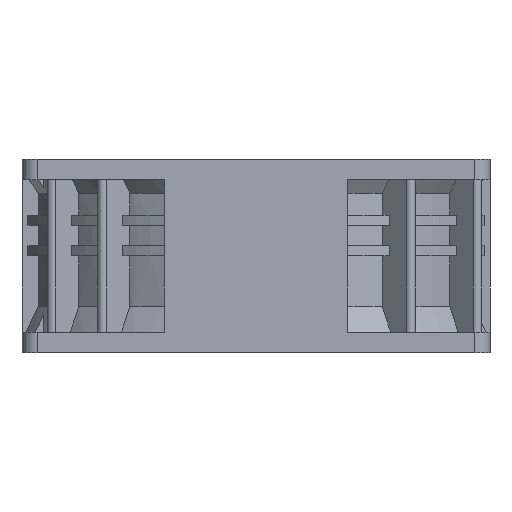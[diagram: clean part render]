
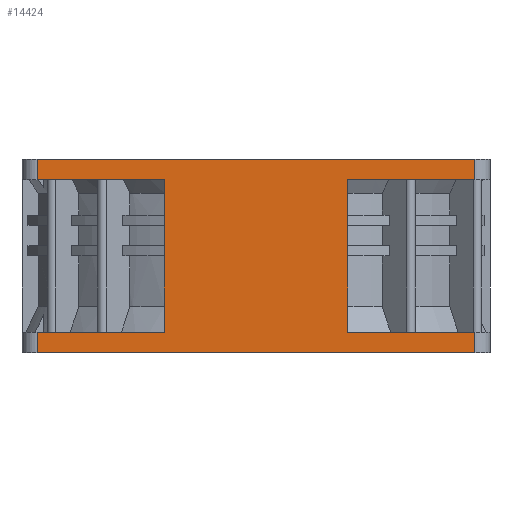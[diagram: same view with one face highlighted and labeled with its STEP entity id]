
A CAD part, front view. The second image highlights one B-rep face of the part: STEP entity #14424.
In plain terms, the highlighted planar face has unit normal (0, -1, 0).
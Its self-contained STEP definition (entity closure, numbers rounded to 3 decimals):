
#1260=DIRECTION('',(-1.,0.,0.));
#1261=VECTOR('',#1260,86.);
#1262=CARTESIAN_POINT('',(43.,-46.,17.2));
#1263=LINE('',#1262,#1261);
#3929=DIRECTION('',(-1.,0.,0.));
#3930=VECTOR('',#3929,25.);
#3931=CARTESIAN_POINT('',(43.,-46.,13.2));
#3932=LINE('',#3931,#3930);
#3933=DIRECTION('',(0.,0.,-1.));
#3934=VECTOR('',#3933,30.);
#3935=CARTESIAN_POINT('',(18.,-46.,13.2));
#3936=LINE('',#3935,#3934);
#3937=DIRECTION('',(-1.,0.,0.));
#3938=VECTOR('',#3937,25.);
#3939=CARTESIAN_POINT('',(43.,-46.,-16.8));
#3940=LINE('',#3939,#3938);
#3941=DIRECTION('',(-1.,0.,0.));
#3942=VECTOR('',#3941,86.);
#3943=CARTESIAN_POINT('',(43.,-46.,-20.8));
#3944=LINE('',#3943,#3942);
#3945=DIRECTION('',(-1.,0.,0.));
#3946=VECTOR('',#3945,25.);
#3947=CARTESIAN_POINT('',(-18.,-46.,-16.8));
#3948=LINE('',#3947,#3946);
#3949=DIRECTION('',(0.,0.,1.));
#3950=VECTOR('',#3949,30.);
#3951=CARTESIAN_POINT('',(-18.,-46.,-16.8));
#3952=LINE('',#3951,#3950);
#3953=DIRECTION('',(-1.,0.,0.));
#3954=VECTOR('',#3953,25.);
#3955=CARTESIAN_POINT('',(-18.,-46.,13.2));
#3956=LINE('',#3955,#3954);
#3966=DIRECTION('',(0.,0.,1.));
#3967=VECTOR('',#3966,4.);
#3968=CARTESIAN_POINT('',(43.,-46.,-20.8));
#3969=LINE('',#3968,#3967);
#3975=DIRECTION('',(0.,0.,1.));
#3976=VECTOR('',#3975,4.);
#3977=CARTESIAN_POINT('',(-43.,-46.,-20.8));
#3978=LINE('',#3977,#3976);
#4961=DIRECTION('',(0.,0.,1.));
#4962=VECTOR('',#4961,4.);
#4963=CARTESIAN_POINT('',(-43.,-46.,13.2));
#4964=LINE('',#4963,#4962);
#4988=DIRECTION('',(0.,0.,1.));
#4989=VECTOR('',#4988,4.);
#4990=CARTESIAN_POINT('',(43.,-46.,13.2));
#4991=LINE('',#4990,#4989);
#8605=CARTESIAN_POINT('',(43.,-46.,-20.8));
#8606=VERTEX_POINT('',#8605);
#8607=CARTESIAN_POINT('',(43.,-46.,-16.8));
#8608=VERTEX_POINT('',#8607);
#8613=CARTESIAN_POINT('',(43.,-46.,13.2));
#8614=VERTEX_POINT('',#8613);
#8615=CARTESIAN_POINT('',(43.,-46.,17.2));
#8616=VERTEX_POINT('',#8615);
#8617=CARTESIAN_POINT('',(-43.,-46.,13.2));
#8618=CARTESIAN_POINT('',(-43.,-46.,17.2));
#8619=VERTEX_POINT('',#8617);
#8620=VERTEX_POINT('',#8618);
#8625=CARTESIAN_POINT('',(-43.,-46.,-20.8));
#8626=CARTESIAN_POINT('',(-43.,-46.,-16.8));
#8627=VERTEX_POINT('',#8625);
#8628=VERTEX_POINT('',#8626);
#9292=CARTESIAN_POINT('',(18.,-46.,-16.8));
#9294=VERTEX_POINT('',#9292);
#9296=CARTESIAN_POINT('',(-18.,-46.,-16.8));
#9298=VERTEX_POINT('',#9296);
#9300=CARTESIAN_POINT('',(18.,-46.,13.2));
#9302=VERTEX_POINT('',#9300);
#9304=CARTESIAN_POINT('',(-18.,-46.,13.2));
#9306=VERTEX_POINT('',#9304);
#14400=CARTESIAN_POINT('',(46.,-46.,17.2));
#14401=DIRECTION('',(0.,1.,0.));
#14402=DIRECTION('',(-1.,0.,0.));
#14403=AXIS2_PLACEMENT_3D('',#14400,#14401,#14402);
#14404=PLANE('',#14403);
#14405=ORIENTED_EDGE('',*,*,#11827,.T.);
#14406=ORIENTED_EDGE('',*,*,#14393,.T.);
#14407=ORIENTED_EDGE('',*,*,#11603,.F.);
#14409=ORIENTED_EDGE('',*,*,#14408,.F.);
#14410=ORIENTED_EDGE('',*,*,#11298,.T.);
#14412=ORIENTED_EDGE('',*,*,#14411,.T.);
#14413=ORIENTED_EDGE('',*,*,#11671,.F.);
#14415=ORIENTED_EDGE('',*,*,#14414,.T.);
#14416=ORIENTED_EDGE('',*,*,#11873,.T.);
#14418=ORIENTED_EDGE('',*,*,#14417,.T.);
#14419=ORIENTED_EDGE('',*,*,#11057,.F.);
#14421=ORIENTED_EDGE('',*,*,#14420,.F.);
#14422=EDGE_LOOP('',(#14405,#14406,#14407,#14409,#14410,#14412,#14413,#14415,
#14416,#14418,#14419,#14421));
#14423=FACE_OUTER_BOUND('',#14422,.F.);
#14424=ADVANCED_FACE('',(#14423),#14404,.F.);
#11057=EDGE_CURVE('',#8616,#8620,#1263,.T.);
#11298=EDGE_CURVE('',#8606,#8627,#3944,.T.);
#11603=EDGE_CURVE('',#8608,#9294,#3940,.T.);
#11671=EDGE_CURVE('',#9298,#8628,#3948,.T.);
#11827=EDGE_CURVE('',#8614,#9302,#3932,.T.);
#11873=EDGE_CURVE('',#9306,#8619,#3956,.T.);
#14393=EDGE_CURVE('',#9302,#9294,#3936,.T.);
#14408=EDGE_CURVE('',#8606,#8608,#3969,.T.);
#14411=EDGE_CURVE('',#8627,#8628,#3978,.T.);
#14414=EDGE_CURVE('',#9298,#9306,#3952,.T.);
#14417=EDGE_CURVE('',#8619,#8620,#4964,.T.);
#14420=EDGE_CURVE('',#8614,#8616,#4991,.T.);
